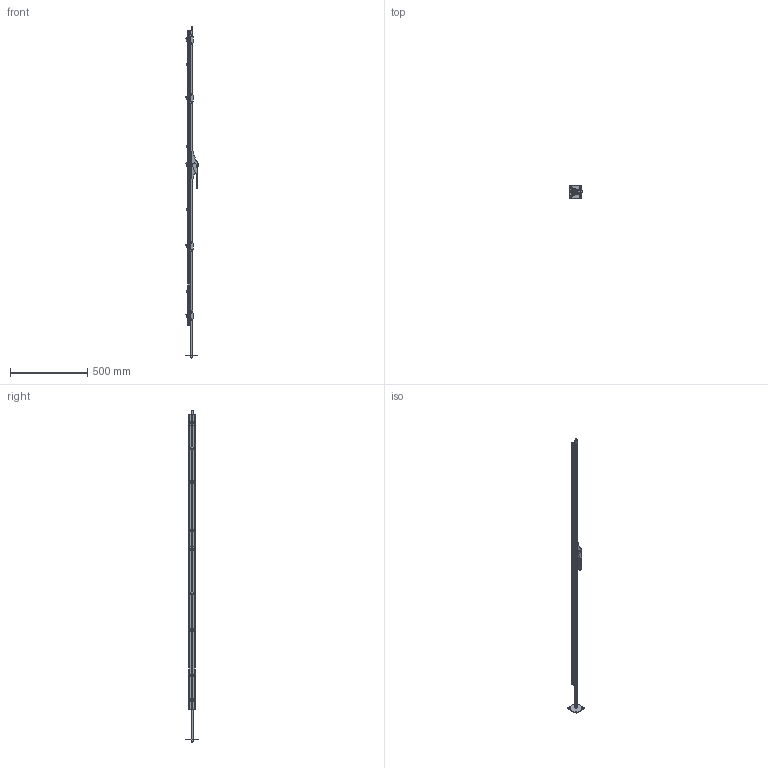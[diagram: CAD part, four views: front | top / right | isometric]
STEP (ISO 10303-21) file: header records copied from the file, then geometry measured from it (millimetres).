
FILE_DESCRIPTION((''),'2;1');
FILE_NAME('SZ0450V_A.stp','2010-08-10T09:47:46',('alexander erhardt'),(''),'Autodesk Inventor 2010','Autodesk Inventor 2010','');
FILE_SCHEMA(('AUTOMOTIVE_DESIGN { 1 0 10303 214 1 1 1 1 }'));
Length unit declared in the file: millimetre
Products named in the file (19): SZ0450V_A; MK3400005_A; MK3400000_A; MK3400003_A; MK3400002_A; MK3400004_A; SV1241V_A; ME1638101_A; ME1619109_A; ME1619101_A; MK5100000_A; MK2402100_A; DK0914080160_A; SZ0030S-A; ME34004501_A; DK7380060100_A; SV2101V_A; ME1631104_A; DK7991060251_A
Assembly tree (58 placements, depth 4):
  SZ0450V_A
    MK3400005_A
    MK3400000_A
    MK3400003_A
    MK3400002_A
    MK3400004_A  x4
    SV1241V_A  x4
      ME1638101_A
      ME1619109_A
        ME1619101_A
        MK5100000_A
        MK2402100_A
      DK0914080160_A
    SZ0030S-A  x2
    ME34004501_A
    DK7380060100_A  x24
    SV2101V_A  x5
      ME1631104_A
      MK2402100_A
      MK5100000_A
    DK7991060251_A  x5
Bounding box: 82.98 x 80 x 2151 mm (x, y, z)
Volume: 1029388.7 mm3; surface area: 805050.1 mm2
Topology: 75 solids, 75 shells, 1427 faces, 3943 edges, 2537 vertices
Faces by surface type: plane 685, cylinder 315, bspline 201, cone 171, torus 34, sphere 21
Full cylindrical faces by diameter (mm): 3 x2, 3.8 x2, 4.2 x2, 5 x2, 5.1 x4, 5.8 x2, 6 x29, 7.35 x4, 7.9 x4, 8 x4, 10.5 x24, 12 x5, 20 x1
Entity records: 26027 total; most frequent: CARTESIAN_POINT 11354, ORIENTED_EDGE 2990, DIRECTION 2618, EDGE_CURVE 1495, VERTEX_POINT 1037, AXIS2_PLACEMENT_3D 935, EDGE_LOOP 862, VECTOR 748
